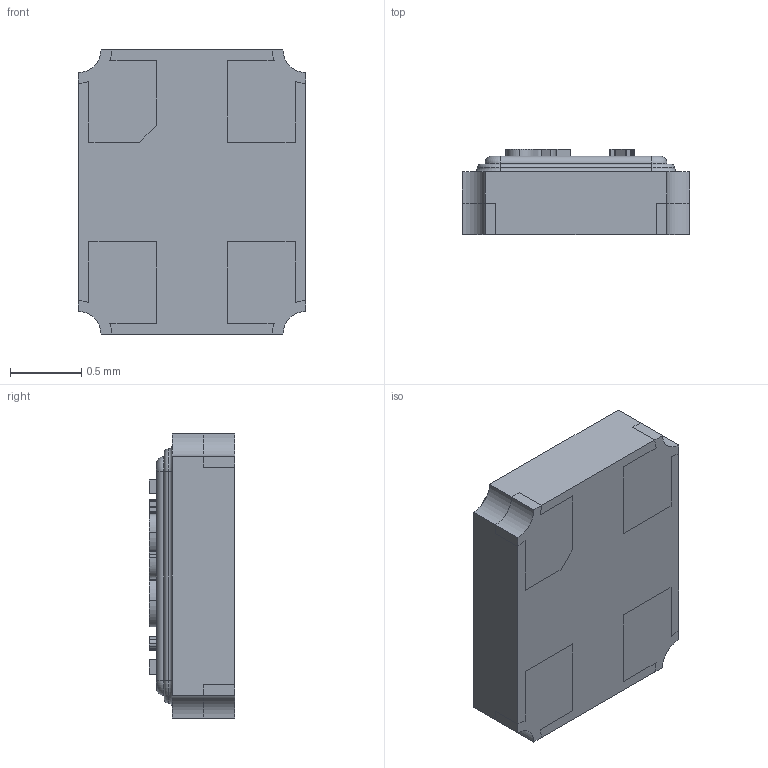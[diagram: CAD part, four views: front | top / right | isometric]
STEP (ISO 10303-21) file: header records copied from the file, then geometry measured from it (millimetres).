
FILE_DESCRIPTION(/* description */ ('STEP AP214'),/* implementation_level */ '2;1');
FILE_NAME(/* name */ 'MergenElektronik_Oscillators_Crystals_4-SMD-2X1.6-402F2001XIAR.step',/* time_stamp */ '2025-04-27T16:12:02+03:00',/* author */ (''),/* organization */ (''),/* preprocessor_version */ 'ST-DEVELOPER v20.1',/* originating_system */ 'Autodesk Translation Framework v14.4.0.0',/* authorisation */ '');
FILE_SCHEMA (('AUTOMOTIVE_DESIGN { 1 0 10303 214 3 1 1 }'));
Length unit declared in the file: millimetre
Products named in the file (1): 402WF48015HKR
Bounding box: 1.6 x 0.6 x 2 mm (x, y, z)
Volume: 1.6 mm3; surface area: 25.8 mm2
Topology: 13 solids, 13 shells, 432 faces, 1166 edges, 772 vertices
Faces by surface type: bspline 197, plane 181, cylinder 42, torus 12
Full cylindrical faces by diameter (mm): 0.2 x2
Entity records: 15561 total; most frequent: CARTESIAN_POINT 5938, ORIENTED_EDGE 2332, DIRECTION 1344, EDGE_CURVE 1166, VERTEX_POINT 772, LINE 672, VECTOR 672, EDGE_LOOP 444
